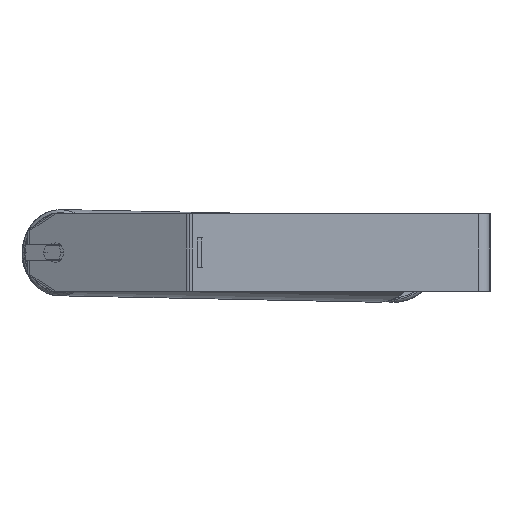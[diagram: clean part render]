
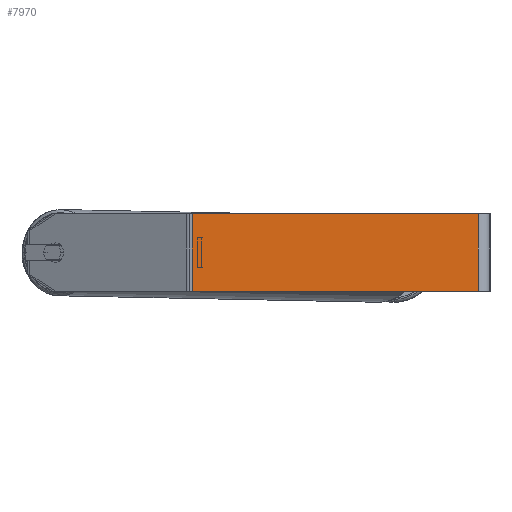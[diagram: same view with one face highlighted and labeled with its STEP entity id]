
A CAD part, left-side view. The second image highlights one B-rep face of the part: STEP entity #7970.
In plain terms, the highlighted planar face has unit normal (-1, 0, 0).
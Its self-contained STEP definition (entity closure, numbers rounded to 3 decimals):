
#166 = CARTESIAN_POINT ( 'NONE',  ( -1045., 307.473, -40. ) ) ;
#795 = CARTESIAN_POINT ( 'NONE',  ( -1045., 310.689, 40. ) ) ;
#943 = VERTEX_POINT ( 'NONE', #166 ) ;
#976 = CARTESIAN_POINT ( 'NONE',  ( -1045., 307.473, 40. ) ) ;
#1052 = LINE ( 'NONE', #2408, #4160 ) ;
#1431 = LINE ( 'NONE', #795, #2609 ) ;
#1545 = DIRECTION ( 'NONE',  ( 0., 0., -1. ) ) ;
#2343 = EDGE_CURVE ( 'NONE', #4201, #7779, #1052, .T. ) ;
#2408 = CARTESIAN_POINT ( 'NONE',  ( -1045., 12., 40. ) ) ;
#2609 = VECTOR ( 'NONE', #4692, 1000. ) ;
#2802 = VERTEX_POINT ( 'NONE', #6959 ) ;
#2935 = ORIENTED_EDGE ( 'NONE', *, *, #5236, .T. ) ;
#3810 = ORIENTED_EDGE ( 'NONE', *, *, #8095, .T. ) ;
#4160 = VECTOR ( 'NONE', #5138, 1000. ) ;
#4201 = VERTEX_POINT ( 'NONE', #5871 ) ;
#4550 = DIRECTION ( 'NONE',  ( 0., -1., 0. ) ) ;
#4635 = CARTESIAN_POINT ( 'NONE',  ( -1045., 310.689, 40. ) ) ;
#4692 = DIRECTION ( 'NONE',  ( 0., -1., 0. ) ) ;
#4849 = DIRECTION ( 'NONE',  ( 1., 0., 0. ) ) ;
#4928 = EDGE_CURVE ( 'NONE', #2802, #4201, #1431, .T. ) ;
#5019 = LINE ( 'NONE', #976, #8107 ) ;
#5138 = DIRECTION ( 'NONE',  ( 0., 0., -1. ) ) ;
#5141 = AXIS2_PLACEMENT_3D ( 'NONE', #4635, #4849, #1545 ) ;
#5236 = EDGE_CURVE ( 'NONE', #943, #7779, #7195, .T. ) ;
#5443 = EDGE_LOOP ( 'NONE', ( #2935, #7178, #6766, #3810 ) ) ;
#5492 = VECTOR ( 'NONE', #4550, 1000. ) ;
#5871 = CARTESIAN_POINT ( 'NONE',  ( -1045., 12., 40. ) ) ;
#6185 = FACE_OUTER_BOUND ( 'NONE', #5443, .T. ) ;
#6359 = CARTESIAN_POINT ( 'NONE',  ( -1045., 12., -40. ) ) ;
#6766 = ORIENTED_EDGE ( 'NONE', *, *, #4928, .F. ) ;
#6959 = CARTESIAN_POINT ( 'NONE',  ( -1045., 307.473, 40. ) ) ;
#7178 = ORIENTED_EDGE ( 'NONE', *, *, #2343, .F. ) ;
#7195 = LINE ( 'NONE', #7942, #5492 ) ;
#7779 = VERTEX_POINT ( 'NONE', #6359 ) ;
#7942 = CARTESIAN_POINT ( 'NONE',  ( -1045., 310.689, -40. ) ) ;
#7970 = ADVANCED_FACE ( 'NONE', ( #6185 ), #8204, .F. ) ;
#8095 = EDGE_CURVE ( 'NONE', #2802, #943, #5019, .T. ) ;
#8107 = VECTOR ( 'NONE', #8453, 1000. ) ;
#8204 = PLANE ( 'NONE',  #5141 ) ;
#8453 = DIRECTION ( 'NONE',  ( 0., 0., -1. ) ) ;
